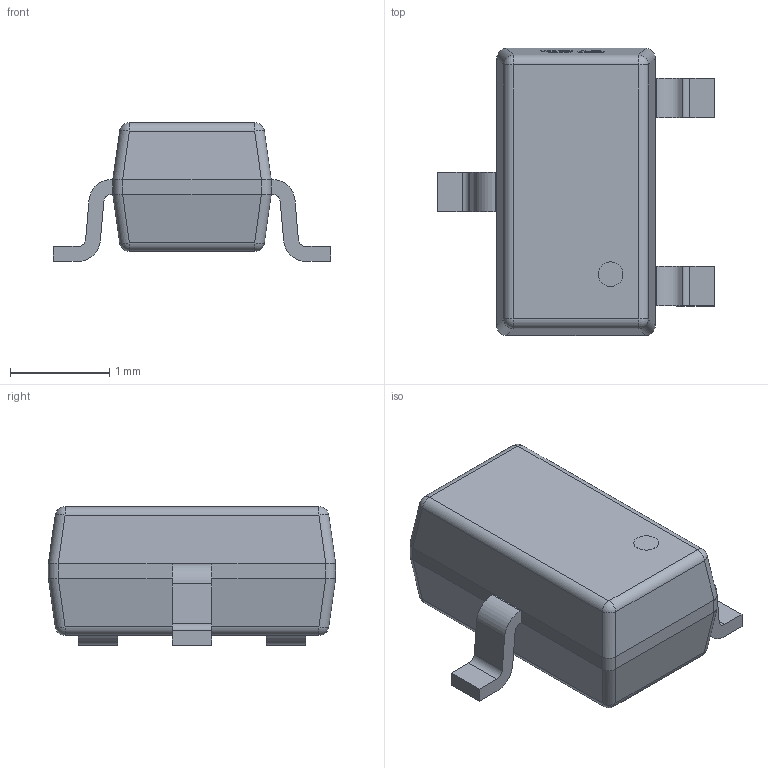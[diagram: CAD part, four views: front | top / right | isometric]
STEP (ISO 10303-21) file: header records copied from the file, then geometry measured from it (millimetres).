
FILE_DESCRIPTION(('FreeCAD Model'),'2;1');
FILE_NAME('Open CASCADE Shape Model','2024-06-09T13:26:10',(''),(''), 'Open CASCADE STEP processor 7.6','FreeCAD','Unknown');
FILE_SCHEMA(('AUTOMOTIVE_DESIGN { 1 0 10303 214 1 1 1 1 }'));
Length unit declared in the file: millimetre
Products named in the file (4): PCBModel; U1; SOT-23-3_L2.9-W1.6-P1.90-LS2.8-BR; SOLID
Assembly tree (3 placements, depth 4):
  PCBModel
    U1
      SOT-23-3_L2.9-W1.6-P1.90-LS2.8-BR
        SOLID
Bounding box: 2.8 x 2.9 x 1.4 mm (x, y, z)
Volume: 5.8 mm3; surface area: 22.2 mm2
Topology: 1 solids, 1 shells, 311 faces, 831 edges, 542 vertices
Faces by surface type: plane 171, bspline 98, cylinder 34, sphere 8
Entity records: 12357 total; most frequent: CARTESIAN_POINT 3066, ORIENTED_EDGE 1662, DIRECTION 1093, EDGE_CURVE 831, LINE 555, VECTOR 555, VERTEX_POINT 542, FACE_BOUND 331
